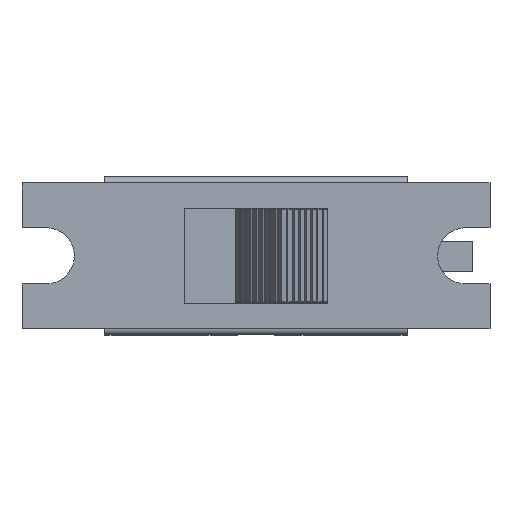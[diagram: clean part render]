
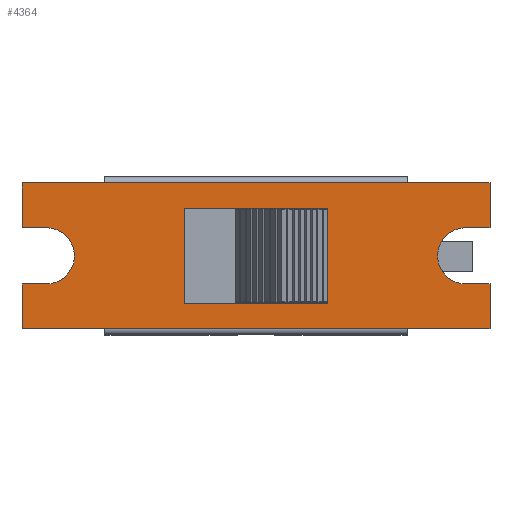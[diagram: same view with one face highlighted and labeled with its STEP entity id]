
A CAD part, top view. The second image highlights one B-rep face of the part: STEP entity #4364.
In plain terms, the highlighted planar face has unit normal (0, 0, 1).
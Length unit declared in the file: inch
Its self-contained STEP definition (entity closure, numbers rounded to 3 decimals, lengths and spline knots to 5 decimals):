
#78=FACE_BOUND('',#500,.T.);
#158=CIRCLE('',#4659,0.04626);
#159=CIRCLE('',#4660,0.04626);
#272=FACE_OUTER_BOUND('',#499,.T.);
#499=EDGE_LOOP('',(#3380,#3381,#3382,#3383,#3384,#3385,#3386,#3387,#3388,
#3389,#3390,#3391,#3392,#3393,#3394,#3395));
#500=EDGE_LOOP('',(#3396,#3397,#3398,#3399,#3400,#3401));
#790=LINE('',#6867,#1327);
#792=LINE('',#6873,#1329);
#887=LINE('',#7119,#1424);
#892=LINE('',#7128,#1429);
#893=LINE('',#7130,#1430);
#894=LINE('',#7132,#1431);
#895=LINE('',#7136,#1432);
#896=LINE('',#7138,#1433);
#897=LINE('',#7139,#1434);
#898=LINE('',#7140,#1435);
#899=LINE('',#7142,#1436);
#900=LINE('',#7144,#1437);
#901=LINE('',#7146,#1438);
#902=LINE('',#7150,#1439);
#903=LINE('',#7152,#1440);
#904=LINE('',#7153,#1441);
#905=LINE('',#7154,#1442);
#906=LINE('',#7156,#1443);
#907=LINE('',#7158,#1444);
#908=LINE('',#7159,#1445);
#1327=VECTOR('',#5153,0.3937);
#1329=VECTOR('',#5157,0.3937);
#1424=VECTOR('',#5350,0.3937);
#1429=VECTOR('',#5359,0.3937);
#1430=VECTOR('',#5360,0.3937);
#1431=VECTOR('',#5361,0.3937);
#1432=VECTOR('',#5364,0.3937);
#1433=VECTOR('',#5365,0.3937);
#1434=VECTOR('',#5366,0.3937);
#1435=VECTOR('',#5367,0.3937);
#1436=VECTOR('',#5368,0.3937);
#1437=VECTOR('',#5369,0.3937);
#1438=VECTOR('',#5370,0.3937);
#1439=VECTOR('',#5373,0.3937);
#1440=VECTOR('',#5374,0.3937);
#1441=VECTOR('',#5375,0.3937);
#1442=VECTOR('',#5376,0.3937);
#1443=VECTOR('',#5377,0.3937);
#1444=VECTOR('',#5378,0.3937);
#1445=VECTOR('',#5379,0.3937);
#1858=VERTEX_POINT('',#6861);
#1860=VERTEX_POINT('',#6865);
#1862=VERTEX_POINT('',#6870);
#1863=VERTEX_POINT('',#6872);
#1894=VERTEX_POINT('',#6938);
#1945=VERTEX_POINT('',#7057);
#1960=VERTEX_POINT('',#7099);
#1964=VERTEX_POINT('',#7115);
#1967=VERTEX_POINT('',#7127);
#1968=VERTEX_POINT('',#7129);
#1969=VERTEX_POINT('',#7131);
#1970=VERTEX_POINT('',#7133);
#1971=VERTEX_POINT('',#7135);
#1972=VERTEX_POINT('',#7137);
#1973=VERTEX_POINT('',#7141);
#1974=VERTEX_POINT('',#7143);
#1975=VERTEX_POINT('',#7145);
#1976=VERTEX_POINT('',#7147);
#1977=VERTEX_POINT('',#7149);
#1978=VERTEX_POINT('',#7151);
#1979=VERTEX_POINT('',#7155);
#1980=VERTEX_POINT('',#7157);
#2366=EDGE_CURVE('',#1858,#1860,#790,.T.);
#2368=EDGE_CURVE('',#1863,#1862,#792,.T.);
#2489=EDGE_CURVE('',#1945,#1964,#887,.T.);
#2494=EDGE_CURVE('',#1967,#1945,#892,.T.);
#2495=EDGE_CURVE('',#1968,#1967,#893,.T.);
#2496=EDGE_CURVE('',#1969,#1968,#894,.T.);
#2497=EDGE_CURVE('',#1970,#1969,#158,.T.);
#2498=EDGE_CURVE('',#1971,#1970,#895,.T.);
#2499=EDGE_CURVE('',#1972,#1971,#896,.T.);
#2500=EDGE_CURVE('',#1894,#1972,#897,.T.);
#2501=EDGE_CURVE('',#1960,#1894,#898,.T.);
#2502=EDGE_CURVE('',#1973,#1960,#899,.T.);
#2503=EDGE_CURVE('',#1974,#1973,#900,.T.);
#2504=EDGE_CURVE('',#1975,#1974,#901,.T.);
#2505=EDGE_CURVE('',#1976,#1975,#159,.T.);
#2506=EDGE_CURVE('',#1977,#1976,#902,.T.);
#2507=EDGE_CURVE('',#1978,#1977,#903,.T.);
#2508=EDGE_CURVE('',#1964,#1978,#904,.T.);
#2509=EDGE_CURVE('',#1858,#1862,#905,.T.);
#2510=EDGE_CURVE('',#1860,#1979,#906,.T.);
#2511=EDGE_CURVE('',#1979,#1980,#907,.T.);
#2512=EDGE_CURVE('',#1980,#1863,#908,.T.);
#3380=ORIENTED_EDGE('',*,*,#2489,.F.);
#3381=ORIENTED_EDGE('',*,*,#2494,.F.);
#3382=ORIENTED_EDGE('',*,*,#2495,.F.);
#3383=ORIENTED_EDGE('',*,*,#2496,.F.);
#3384=ORIENTED_EDGE('',*,*,#2497,.F.);
#3385=ORIENTED_EDGE('',*,*,#2498,.F.);
#3386=ORIENTED_EDGE('',*,*,#2499,.F.);
#3387=ORIENTED_EDGE('',*,*,#2500,.F.);
#3388=ORIENTED_EDGE('',*,*,#2501,.F.);
#3389=ORIENTED_EDGE('',*,*,#2502,.F.);
#3390=ORIENTED_EDGE('',*,*,#2503,.F.);
#3391=ORIENTED_EDGE('',*,*,#2504,.F.);
#3392=ORIENTED_EDGE('',*,*,#2505,.F.);
#3393=ORIENTED_EDGE('',*,*,#2506,.F.);
#3394=ORIENTED_EDGE('',*,*,#2507,.F.);
#3395=ORIENTED_EDGE('',*,*,#2508,.F.);
#3396=ORIENTED_EDGE('',*,*,#2368,.T.);
#3397=ORIENTED_EDGE('',*,*,#2509,.F.);
#3398=ORIENTED_EDGE('',*,*,#2366,.T.);
#3399=ORIENTED_EDGE('',*,*,#2510,.T.);
#3400=ORIENTED_EDGE('',*,*,#2511,.T.);
#3401=ORIENTED_EDGE('',*,*,#2512,.T.);
#4142=PLANE('',#4658);
#4364=ADVANCED_FACE('',(#272,#78),#4142,.T.);
#4658=AXIS2_PLACEMENT_3D('',#7126,#5357,#5358);
#4659=AXIS2_PLACEMENT_3D('',#7134,#5362,#5363);
#4660=AXIS2_PLACEMENT_3D('',#7148,#5371,#5372);
#5153=DIRECTION('',(0.,-1.,0.));
#5157=DIRECTION('',(0.,-1.,0.));
#5350=DIRECTION('',(1.,0.,0.));
#5357=DIRECTION('center_axis',(0.,0.,
1.));
#5358=DIRECTION('ref_axis',(1.,0.,0.));
#5359=DIRECTION('',(1.,0.,0.));
#5360=DIRECTION('',(0.,1.,0.));
#5361=DIRECTION('',(-1.,0.,0.));
#5362=DIRECTION('center_axis',(0.,0.,
1.));
#5363=DIRECTION('ref_axis',(0.,-1.,0.));
#5364=DIRECTION('',(1.,0.,0.));
#5365=DIRECTION('',(0.,1.,0.));
#5366=DIRECTION('',(-1.,0.,0.));
#5367=DIRECTION('',(-1.,0.,0.));
#5368=DIRECTION('',(-1.,0.,0.));
#5369=DIRECTION('',(0.,-1.,0.));
#5370=DIRECTION('',(1.,0.,0.));
#5371=DIRECTION('center_axis',(0.,0.,
1.));
#5372=DIRECTION('ref_axis',(0.,1.,0.));
#5373=DIRECTION('',(-1.,0.,0.));
#5374=DIRECTION('',(0.,-1.,0.));
#5375=DIRECTION('',(1.,0.,0.));
#5376=DIRECTION('',(0.,1.,0.));
#5377=DIRECTION('',(-1.,0.,0.));
#5378=DIRECTION('',(0.,1.,0.));
#5379=DIRECTION('',(1.,0.,0.));
#6861=CARTESIAN_POINT('',(0.11811,-0.07598,0.25));
#6865=CARTESIAN_POINT('',(0.11811,-0.07874,0.25));
#6867=CARTESIAN_POINT('',(0.11811,0.03937,0.25));
#6870=CARTESIAN_POINT('',(0.11811,0.07598,0.25));
#6872=CARTESIAN_POINT('',(0.11811,0.07874,0.25));
#6873=CARTESIAN_POINT('',(0.11811,0.03937,0.25));
#6938=CARTESIAN_POINT('',(-0.25,-0.12008,0.25));
#7057=CARTESIAN_POINT('',(-0.25,0.12008,0.25));
#7099=CARTESIAN_POINT('',(0.25,-0.12008,0.25));
#7115=CARTESIAN_POINT('',(0.25,0.12008,0.25));
#7119=CARTESIAN_POINT('',(-0.125,0.12008,0.25));
#7126=CARTESIAN_POINT('Origin',(0.,0.,
0.25));
#7127=CARTESIAN_POINT('',(-0.38504,0.12008,0.25));
#7128=CARTESIAN_POINT('',(-0.38504,0.12008,0.25));
#7129=CARTESIAN_POINT('',(-0.38504,0.04626,0.25));
#7130=CARTESIAN_POINT('',(-0.38504,0.04626,0.25));
#7131=CARTESIAN_POINT('',(-0.34508,0.04626,0.25));
#7132=CARTESIAN_POINT('',(-0.34508,0.04626,0.25));
#7133=CARTESIAN_POINT('',(-0.34508,-0.04626,0.25));
#7134=CARTESIAN_POINT('Origin',(-0.34508,0.,
0.25));
#7135=CARTESIAN_POINT('',(-0.38504,-0.04626,0.25));
#7136=CARTESIAN_POINT('',(-0.38504,-0.04626,0.25));
#7137=CARTESIAN_POINT('',(-0.38504,-0.12008,0.25));
#7138=CARTESIAN_POINT('',(-0.38504,-0.12008,0.25));
#7139=CARTESIAN_POINT('',(-0.25,-0.12008,0.25));
#7140=CARTESIAN_POINT('',(0.125,-0.12008,0.25));
#7141=CARTESIAN_POINT('',(0.38504,-0.12008,0.25));
#7142=CARTESIAN_POINT('',(0.38504,-0.12008,0.25));
#7143=CARTESIAN_POINT('',(0.38504,-0.04626,0.25));
#7144=CARTESIAN_POINT('',(0.38504,-0.04626,0.25));
#7145=CARTESIAN_POINT('',(0.34508,-0.04626,0.25));
#7146=CARTESIAN_POINT('',(0.34508,-0.04626,0.25));
#7147=CARTESIAN_POINT('',(0.34508,0.04626,0.25));
#7148=CARTESIAN_POINT('Origin',(0.34508,0.,0.25));
#7149=CARTESIAN_POINT('',(0.38504,0.04626,0.25));
#7150=CARTESIAN_POINT('',(0.38504,0.04626,0.25));
#7151=CARTESIAN_POINT('',(0.38504,0.12008,0.25));
#7152=CARTESIAN_POINT('',(0.38504,0.12008,0.25));
#7153=CARTESIAN_POINT('',(0.25,0.12008,0.25));
#7154=CARTESIAN_POINT('',(0.11811,0.03799,0.25));
#7155=CARTESIAN_POINT('',(-0.11811,-0.07874,0.25));
#7156=CARTESIAN_POINT('',(0.05906,-0.07874,0.25));
#7157=CARTESIAN_POINT('',(-0.11811,0.07874,0.25));
#7158=CARTESIAN_POINT('',(-0.11811,-0.03937,0.25));
#7159=CARTESIAN_POINT('',(-0.05906,0.07874,0.25));
